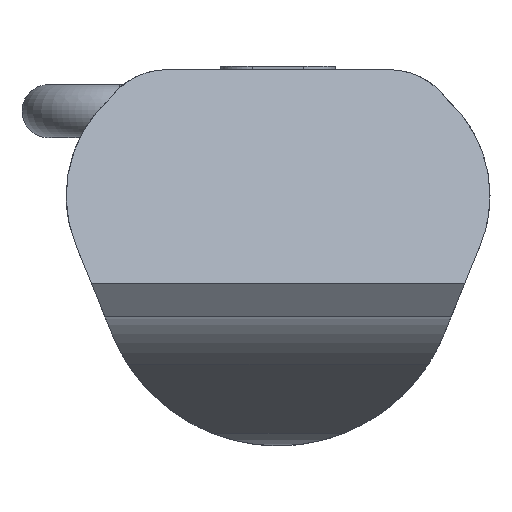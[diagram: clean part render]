
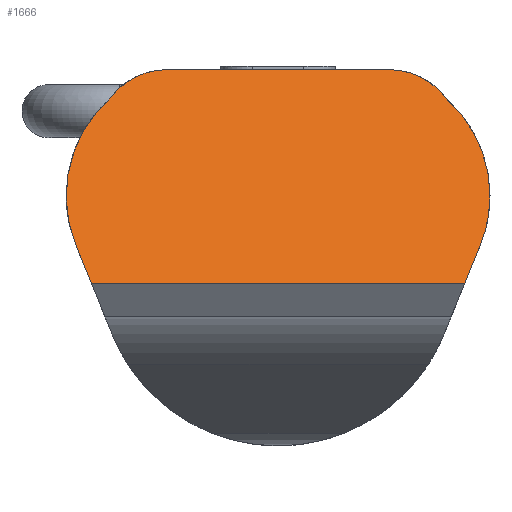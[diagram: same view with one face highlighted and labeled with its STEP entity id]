
A CAD part, left-side view. The second image highlights one B-rep face of the part: STEP entity #1666.
In plain terms, the highlighted planar face has unit normal (-0.906, 0, 0.423).
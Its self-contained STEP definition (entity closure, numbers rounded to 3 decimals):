
#44=PLANE('',#1824);
#191=LINE('',#2704,#325);
#195=LINE('',#2733,#329);
#213=LINE('',#2809,#347);
#218=LINE('',#2822,#352);
#325=VECTOR('',#2107,1000.);
#329=VECTOR('',#2115,1000.);
#347=VECTOR('',#2167,1000.);
#352=VECTOR('',#2182,1000.);
#400=ELLIPSE('',#1787,4.414,4.);
#414=ELLIPSE('',#1825,8.088,7.33);
#415=ELLIPSE('',#1826,8.088,7.33);
#416=ELLIPSE('',#1827,4.414,4.);
#630=ORIENTED_EDGE('',*,*,#1041,.F.);
#631=ORIENTED_EDGE('',*,*,#1004,.T.);
#632=ORIENTED_EDGE('',*,*,#1078,.T.);
#633=ORIENTED_EDGE('',*,*,#1036,.T.);
#634=ORIENTED_EDGE('',*,*,#1072,.T.);
#635=ORIENTED_EDGE('',*,*,#1079,.T.);
#636=ORIENTED_EDGE('',*,*,#1080,.T.);
#637=ORIENTED_EDGE('',*,*,#1081,.T.);
#1004=EDGE_CURVE('',#1228,#1227,#400,.F.);
#1036=EDGE_CURVE('',#1253,#1258,#191,.T.);
#1041=EDGE_CURVE('',#1228,#1261,#195,.T.);
#1072=EDGE_CURVE('',#1258,#1287,#213,.T.);
#1078=EDGE_CURVE('',#1227,#1253,#414,.F.);
#1079=EDGE_CURVE('',#1287,#1290,#218,.T.);
#1080=EDGE_CURVE('',#1290,#1291,#415,.F.);
#1081=EDGE_CURVE('',#1291,#1261,#416,.F.);
#1227=VERTEX_POINT('',#2600);
#1228=VERTEX_POINT('',#2602);
#1253=VERTEX_POINT('',#2692);
#1258=VERTEX_POINT('',#2703);
#1261=VERTEX_POINT('',#2734);
#1287=VERTEX_POINT('',#2810);
#1290=VERTEX_POINT('',#2823);
#1291=VERTEX_POINT('',#2825);
#1409=EDGE_LOOP('',(#630,#631,#632,#633,#634,#635,#636,#637));
#1519=FACE_BOUND('',#1409,.T.);
#1666=ADVANCED_FACE('',(#1519),#44,.F.);
#1787=AXIS2_PLACEMENT_3D('',#2601,#2070,#2071);
#1824=AXIS2_PLACEMENT_3D('',#2820,#2178,#2179);
#1825=AXIS2_PLACEMENT_3D('',#2821,#2180,#2181);
#1826=AXIS2_PLACEMENT_3D('',#2824,#2183,#2184);
#1827=AXIS2_PLACEMENT_3D('',#2826,#2185,#2186);
#2070=DIRECTION('',(0.906,0.,-0.423));
#2071=DIRECTION('',(-0.423,0.,-0.906));
#2107=DIRECTION('',(-0.397,-0.345,-0.851));
#2115=DIRECTION('',(0.,-1.,0.));
#2167=DIRECTION('',(0.,-1.,0.));
#2178=DIRECTION('',(0.906,0.,-0.423));
#2179=DIRECTION('',(-0.423,0.,-0.906));
#2180=DIRECTION('',(0.906,0.,-0.423));
#2181=DIRECTION('',(-0.423,0.,-0.906));
#2182=DIRECTION('',(0.397,-0.345,0.851));
#2183=DIRECTION('',(0.906,0.,-0.423));
#2184=DIRECTION('',(-0.423,0.,-0.906));
#2185=DIRECTION('',(0.906,0.,-0.423));
#2186=DIRECTION('',(-0.423,0.,-0.906));
#2600=CARTESIAN_POINT('',(-131.378,9.537,4.391));
#2601=CARTESIAN_POINT('',(-132.469,6.294,2.05));
#2602=CARTESIAN_POINT('',(-130.604,6.294,6.05));
#2692=CARTESIAN_POINT('',(-135.218,11.462,-3.846));
#2703=CARTESIAN_POINT('',(-136.25,10.565,-6.058));
#2704=CARTESIAN_POINT('',(-134.958,11.688,-3.289));
#2733=CARTESIAN_POINT('',(-130.604,20.,6.05));
#2734=CARTESIAN_POINT('',(-130.604,-6.294,6.05));
#2809=CARTESIAN_POINT('',(-136.25,20.,-6.058));
#2810=CARTESIAN_POINT('',(-136.25,-10.565,-6.058));
#2820=CARTESIAN_POINT('',(-136.25,20.,-6.058));
#2821=CARTESIAN_POINT('',(-133.933,4.67,-1.09));
#2822=CARTESIAN_POINT('',(-140.434,-6.925,-15.03));
#2823=CARTESIAN_POINT('',(-135.218,-11.462,-3.846));
#2824=CARTESIAN_POINT('',(-133.933,-4.67,-1.09));
#2825=CARTESIAN_POINT('',(-131.378,-9.537,4.391));
#2826=CARTESIAN_POINT('',(-132.469,-6.294,2.05));
